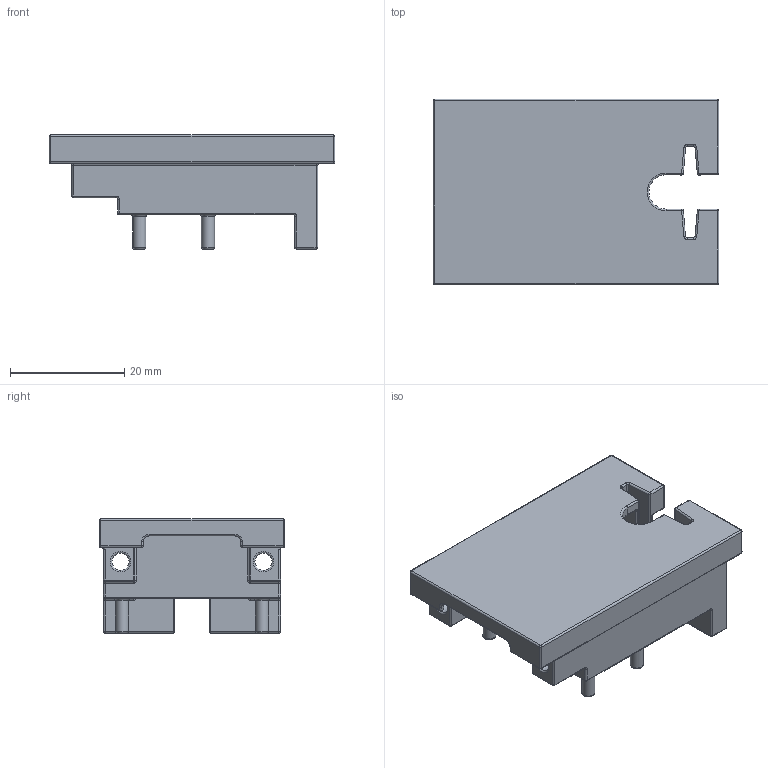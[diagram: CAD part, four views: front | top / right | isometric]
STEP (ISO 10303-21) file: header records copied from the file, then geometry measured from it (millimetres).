
FILE_DESCRIPTION(('FreeCAD Model'),'2;1');
FILE_NAME('Open CASCADE Shape Model','2024-11-22T15:45:32',('Author'),( ''),'Open CASCADE STEP processor 7.8','FreeCAD','Unknown');
FILE_SCHEMA(('AUTOMOTIVE_DESIGN { 1 0 10303 214 1 1 1 1 }'));
Length unit declared in the file: millimetre
Products named in the file (1): Fillet002
Bounding box: 50 x 32.5 x 20 mm (x, y, z)
Volume: 9708.9 mm3; surface area: 8214.5 mm2
Topology: 1 solids, 1 shells, 326 faces, 748 edges, 372 vertices
Faces by surface type: cylinder 157, plane 57, sphere 56, torus 54, bspline 2
Full cylindrical faces by diameter (mm): 2.3 x4, 3 x2
Entity records: 18063 total; most frequent: CARTESIAN_POINT 4203, DIRECTION 2627, ORIENTED_EDGE 1384, PCURVE 1384, DEFINITIONAL_REPRESENTATION 1384, LINE 1198, VECTOR 1198, AXIS2_PLACEMENT_3D 697
